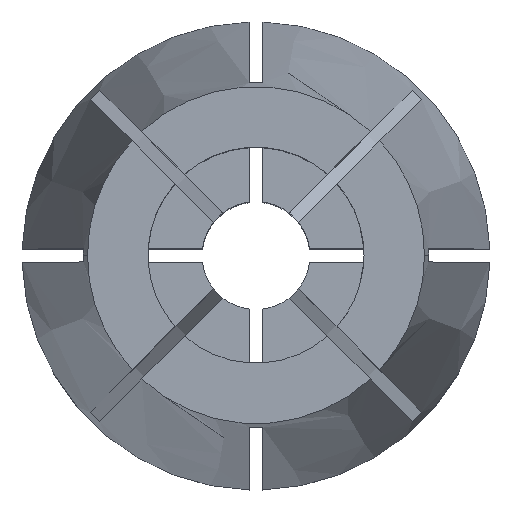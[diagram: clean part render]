
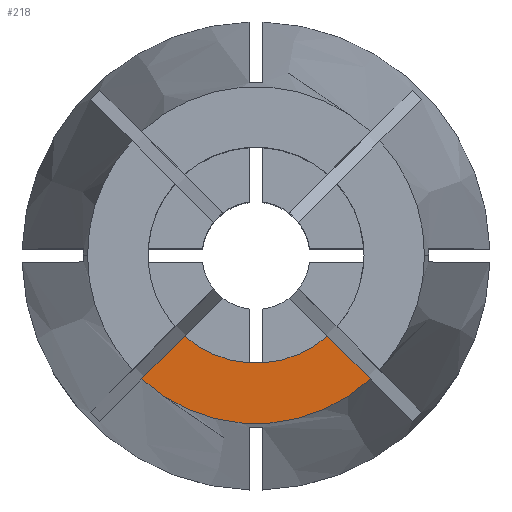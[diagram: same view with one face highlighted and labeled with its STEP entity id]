
A CAD part, top view. The second image highlights one B-rep face of the part: STEP entity #218.
In plain terms, the highlighted planar face has unit normal (0, 0, 1).
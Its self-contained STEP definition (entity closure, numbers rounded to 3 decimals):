
#17 = CARTESIAN_POINT ( 'NONE',  ( -0.265, -0.265, 0. ) ) ;
#218 = ADVANCED_FACE ( 'NONE', ( #1795 ), #2382, .F. ) ;
#225 = EDGE_CURVE ( 'NONE', #2054, #2496, #2153, .T. ) ;
#248 = CARTESIAN_POINT ( 'NONE',  ( 6.348, -6.879, 0. ) ) ;
#361 = ORIENTED_EDGE ( 'NONE', *, *, #1628, .T. ) ;
#374 = CARTESIAN_POINT ( 'NONE',  ( 0.265, -0.265, 0. ) ) ;
#387 = CIRCLE ( 'NONE', #526, 9.36 ) ;
#440 = VERTEX_POINT ( 'NONE', #248 ) ;
#441 = CIRCLE ( 'NONE', #1510, 6. ) ;
#467 = EDGE_LOOP ( 'NONE', ( #2181, #2542, #361, #557 ) ) ;
#520 = DIRECTION ( 'NONE',  ( 0., 0., 1. ) ) ;
#526 = AXIS2_PLACEMENT_3D ( 'NONE', #1989, #1078, #1217 ) ;
#557 = ORIENTED_EDGE ( 'NONE', *, *, #1929, .F. ) ;
#608 = LINE ( 'NONE', #17, #857 ) ;
#747 = CARTESIAN_POINT ( 'NONE',  ( -3.969, -4.5, 0. ) ) ;
#857 = VECTOR ( 'NONE', #2278, 1000. ) ;
#866 = CARTESIAN_POINT ( 'NONE',  ( 0., 0., 0. ) ) ;
#1078 = DIRECTION ( 'NONE',  ( 0., 0., 1. ) ) ;
#1142 = CARTESIAN_POINT ( 'NONE',  ( -6.348, -6.879, 0. ) ) ;
#1171 = VERTEX_POINT ( 'NONE', #1361 ) ;
#1217 = DIRECTION ( 'NONE',  ( 1., 0., 0. ) ) ;
#1361 = CARTESIAN_POINT ( 'NONE',  ( 3.969, -4.5, 0. ) ) ;
#1420 = EDGE_CURVE ( 'NONE', #2054, #440, #387, .T. ) ;
#1510 = AXIS2_PLACEMENT_3D ( 'NONE', #866, #520, #1786 ) ;
#1531 = CARTESIAN_POINT ( 'NONE',  ( 0., 0., 0. ) ) ;
#1536 = DIRECTION ( 'NONE',  ( 0., 0., -1. ) ) ;
#1556 = DIRECTION ( 'NONE',  ( -1., 0., 0. ) ) ;
#1628 = EDGE_CURVE ( 'NONE', #440, #1171, #608, .T. ) ;
#1786 = DIRECTION ( 'NONE',  ( 1., 0., 0. ) ) ;
#1795 = FACE_OUTER_BOUND ( 'NONE', #467, .T. ) ;
#1813 = DIRECTION ( 'NONE',  ( 0.707, 0.707, 0. ) ) ;
#1820 = VECTOR ( 'NONE', #1813, 1000. ) ;
#1929 = EDGE_CURVE ( 'NONE', #2496, #1171, #441, .T. ) ;
#1989 = CARTESIAN_POINT ( 'NONE',  ( 0., 0., 0. ) ) ;
#2054 = VERTEX_POINT ( 'NONE', #1142 ) ;
#2153 = LINE ( 'NONE', #374, #1820 ) ;
#2181 = ORIENTED_EDGE ( 'NONE', *, *, #225, .F. ) ;
#2209 = AXIS2_PLACEMENT_3D ( 'NONE', #1531, #1536, #1556 ) ;
#2278 = DIRECTION ( 'NONE',  ( -0.707, 0.707, 0. ) ) ;
#2382 = PLANE ( 'NONE',  #2209 ) ;
#2496 = VERTEX_POINT ( 'NONE', #747 ) ;
#2542 = ORIENTED_EDGE ( 'NONE', *, *, #1420, .T. ) ;
